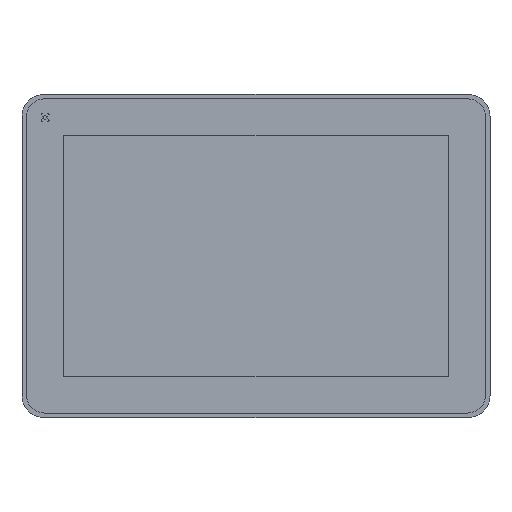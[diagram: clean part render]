
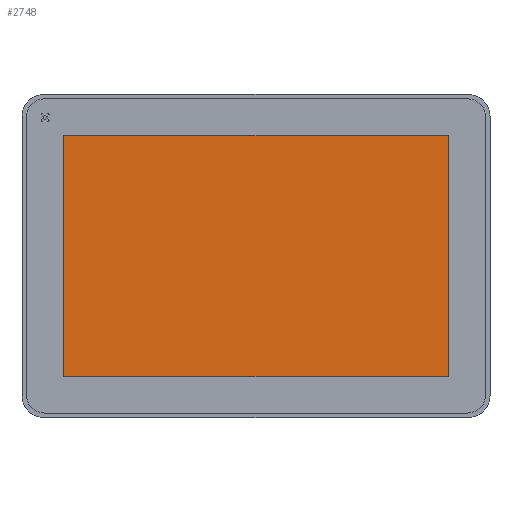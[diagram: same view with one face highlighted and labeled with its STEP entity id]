
A CAD part, top view. The second image highlights one B-rep face of the part: STEP entity #2748.
In plain terms, the highlighted planar face has unit normal (0, 0, 1).
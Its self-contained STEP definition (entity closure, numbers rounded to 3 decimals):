
#275=ORIENTED_EDGE('',*,*,#776,.T.);
#276=ORIENTED_EDGE('',*,*,#779,.T.);
#277=ORIENTED_EDGE('',*,*,#781,.T.);
#278=ORIENTED_EDGE('',*,*,#782,.T.);
#776=EDGE_CURVE('',#1042,#1041,#1223,.T.);
#779=EDGE_CURVE('',#1041,#1043,#1226,.T.);
#781=EDGE_CURVE('',#1043,#1044,#1228,.T.);
#782=EDGE_CURVE('',#1044,#1042,#1229,.T.);
#1041=VERTEX_POINT('',#3774);
#1042=VERTEX_POINT('',#3776);
#1043=VERTEX_POINT('',#3780);
#1044=VERTEX_POINT('',#3784);
#1223=LINE('',#3775,#1445);
#1226=LINE('',#3781,#1448);
#1228=LINE('',#3785,#1450);
#1229=LINE('',#3787,#1451);
#1445=VECTOR('',#3179,1000.);
#1448=VECTOR('',#3184,1000.);
#1450=VECTOR('',#3188,1000.);
#1451=VECTOR('',#3191,1000.);
#1632=EDGE_LOOP('',(#275,#276,#277,#278));
#1762=FACE_BOUND('',#1632,.T.);
#1875=PLANE('',#2892);
#2748=ADVANCED_FACE('',(#1762),#1875,.T.);
#2892=AXIS2_PLACEMENT_3D('',#3788,#3192,#3193);
#3179=DIRECTION('',(0.,-1.,0.));
#3184=DIRECTION('',(1.,0.,0.));
#3188=DIRECTION('',(0.,1.,0.));
#3191=DIRECTION('',(-1.,0.,0.));
#3192=DIRECTION('',(0.,0.,1.));
#3193=DIRECTION('',(1.,0.,0.));
#3774=CARTESIAN_POINT('',(-109.,-68.3,-0.1));
#3775=CARTESIAN_POINT('',(-109.,68.3,-0.1));
#3776=CARTESIAN_POINT('',(-109.,68.3,-0.1));
#3780=CARTESIAN_POINT('',(109.,-68.3,-0.1));
#3781=CARTESIAN_POINT('',(-109.,-68.3,-0.1));
#3784=CARTESIAN_POINT('',(109.,68.3,-0.1));
#3785=CARTESIAN_POINT('',(109.,-68.3,-0.1));
#3787=CARTESIAN_POINT('',(109.,68.3,-0.1));
#3788=CARTESIAN_POINT('',(0.,0.,-0.1));
